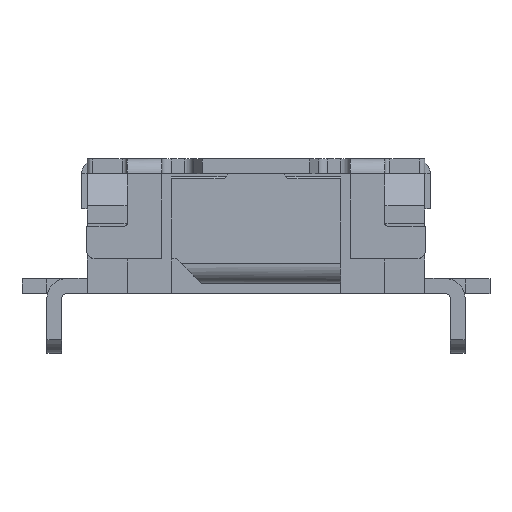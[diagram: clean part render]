
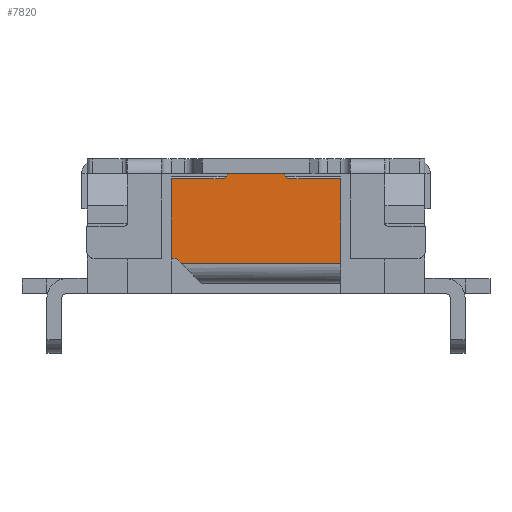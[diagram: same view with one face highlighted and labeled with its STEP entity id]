
A CAD part, top view. The second image highlights one B-rep face of the part: STEP entity #7820.
In plain terms, the highlighted planar face has unit normal (0, 0, 1).
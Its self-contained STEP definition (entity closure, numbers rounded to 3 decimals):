
#50 = LINE ( 'NONE', #4303, #4137 ) ;
#164 = CARTESIAN_POINT ( 'NONE',  ( 0.32, 1.15, 2.1 ) ) ;
#517 = ORIENTED_EDGE ( 'NONE', *, *, #3399, .F. ) ;
#747 = VERTEX_POINT ( 'NONE', #6695 ) ;
#878 = EDGE_CURVE ( 'NONE', #7325, #7026, #3255, .T. ) ;
#987 = DIRECTION ( 'NONE',  ( -0.707, -0.707, 0. ) ) ;
#1273 = EDGE_CURVE ( 'NONE', #3820, #2312, #5775, .T. ) ;
#1437 = CARTESIAN_POINT ( 'NONE',  ( -0.85, 0.35, 2.1 ) ) ;
#1566 = CARTESIAN_POINT ( 'NONE',  ( 0.27, 1.2, 2.1 ) ) ;
#1605 = EDGE_LOOP ( 'NONE', ( #4130, #8073, #517, #3172, #4364, #2271, #4593, #1801, #5521, #5387 ) ) ;
#1641 = VECTOR ( 'NONE', #3881, 1000. ) ;
#1801 = ORIENTED_EDGE ( 'NONE', *, *, #9595, .T. ) ;
#1959 = CARTESIAN_POINT ( 'NONE',  ( -0.75, 0.3, 2.1 ) ) ;
#2149 = CARTESIAN_POINT ( 'NONE',  ( -0.3, 1.15, 2.1 ) ) ;
#2271 = ORIENTED_EDGE ( 'NONE', *, *, #5426, .F. ) ;
#2312 = VERTEX_POINT ( 'NONE', #1959 ) ;
#2550 = CARTESIAN_POINT ( 'NONE',  ( 0.3, 1.17, 2.1 ) ) ;
#2676 = VECTOR ( 'NONE', #8182, 1000. ) ;
#2683 = AXIS2_PLACEMENT_3D ( 'NONE', #8585, #6881, #10106 ) ;
#2843 = VECTOR ( 'NONE', #9815, 1000. ) ;
#3172 = ORIENTED_EDGE ( 'NONE', *, *, #1273, .F. ) ;
#3255 = LINE ( 'NONE', #2550, #8970 ) ;
#3332 = EDGE_CURVE ( 'NONE', #747, #4515, #9271, .T. ) ;
#3374 = CARTESIAN_POINT ( 'NONE',  ( -0.3, 1.17, 2.1 ) ) ;
#3399 = EDGE_CURVE ( 'NONE', #2312, #10495, #50, .T. ) ;
#3522 = DIRECTION ( 'NONE',  ( 0., -1., 0. ) ) ;
#3564 = FACE_OUTER_BOUND ( 'NONE', #1605, .T. ) ;
#3578 = VECTOR ( 'NONE', #3522, 1000. ) ;
#3635 = LINE ( 'NONE', #9470, #5815 ) ;
#3801 = CARTESIAN_POINT ( 'NONE',  ( -0.85, 1.15, 2.1 ) ) ;
#3820 = VERTEX_POINT ( 'NONE', #10403 ) ;
#3828 = CARTESIAN_POINT ( 'NONE',  ( 0.85, 1.15, 2.1 ) ) ;
#3880 = VERTEX_POINT ( 'NONE', #3801 ) ;
#3881 = DIRECTION ( 'NONE',  ( -1., 0., 0. ) ) ;
#3939 = LINE ( 'NONE', #1437, #1641 ) ;
#4046 = CARTESIAN_POINT ( 'NONE',  ( 0.85, 0.3, 2.1 ) ) ;
#4105 = CARTESIAN_POINT ( 'NONE',  ( -0.32, 1.15, 2.1 ) ) ;
#4130 = ORIENTED_EDGE ( 'NONE', *, *, #9550, .T. ) ;
#4132 = VECTOR ( 'NONE', #987, 1000. ) ;
#4137 = VECTOR ( 'NONE', #5105, 1000. ) ;
#4303 = CARTESIAN_POINT ( 'NONE',  ( -0.8, 0.35, 2.1 ) ) ;
#4335 = EDGE_CURVE ( 'NONE', #4515, #3880, #7150, .T. ) ;
#4364 = ORIENTED_EDGE ( 'NONE', *, *, #5380, .F. ) ;
#4515 = VERTEX_POINT ( 'NONE', #4105 ) ;
#4593 = ORIENTED_EDGE ( 'NONE', *, *, #878, .F. ) ;
#4596 = DIRECTION ( 'NONE',  ( -1., 0., 0. ) ) ;
#5105 = DIRECTION ( 'NONE',  ( -0.707, 0.707, 0. ) ) ;
#5380 = EDGE_CURVE ( 'NONE', #9046, #3820, #7826, .T. ) ;
#5387 = ORIENTED_EDGE ( 'NONE', *, *, #4335, .T. ) ;
#5426 = EDGE_CURVE ( 'NONE', #7026, #9046, #3635, .T. ) ;
#5521 = ORIENTED_EDGE ( 'NONE', *, *, #3332, .T. ) ;
#5651 = CARTESIAN_POINT ( 'NONE',  ( 0.85, 1.2, 2.1 ) ) ;
#5674 = DIRECTION ( 'NONE',  ( -1., 0., 0. ) ) ;
#5775 = LINE ( 'NONE', #4046, #7931 ) ;
#5815 = VECTOR ( 'NONE', #7045, 1000. ) ;
#6050 = CARTESIAN_POINT ( 'NONE',  ( -0.8, 0.35, 2.1 ) ) ;
#6056 = PLANE ( 'NONE',  #2683 ) ;
#6475 = CARTESIAN_POINT ( 'NONE',  ( -0.85, 1.2, 2.1 ) ) ;
#6572 = DIRECTION ( 'NONE',  ( 0.707, -0.707, 0. ) ) ;
#6695 = CARTESIAN_POINT ( 'NONE',  ( -0.27, 1.2, 2.1 ) ) ;
#6881 = DIRECTION ( 'NONE',  ( 0., 0., -1. ) ) ;
#7026 = VERTEX_POINT ( 'NONE', #164 ) ;
#7045 = DIRECTION ( 'NONE',  ( 1., 0., 0. ) ) ;
#7150 = LINE ( 'NONE', #2149, #10355 ) ;
#7242 = LINE ( 'NONE', #6475, #2843 ) ;
#7325 = VERTEX_POINT ( 'NONE', #1566 ) ;
#7663 = CARTESIAN_POINT ( 'NONE',  ( 0.85, 1.2, 2.1 ) ) ;
#7779 = VERTEX_POINT ( 'NONE', #10160 ) ;
#7820 = ADVANCED_FACE ( 'NONE', ( #3564 ), #6056, .F. ) ;
#7826 = LINE ( 'NONE', #7663, #3578 ) ;
#7931 = VECTOR ( 'NONE', #5674, 1000. ) ;
#8073 = ORIENTED_EDGE ( 'NONE', *, *, #10211, .F. ) ;
#8182 = DIRECTION ( 'NONE',  ( -1., 0., 0. ) ) ;
#8585 = CARTESIAN_POINT ( 'NONE',  ( 0.85, 1.2, 2.1 ) ) ;
#8970 = VECTOR ( 'NONE', #6572, 1000. ) ;
#9046 = VERTEX_POINT ( 'NONE', #3828 ) ;
#9054 = LINE ( 'NONE', #5651, #2676 ) ;
#9271 = LINE ( 'NONE', #3374, #4132 ) ;
#9470 = CARTESIAN_POINT ( 'NONE',  ( 0.3, 1.15, 2.1 ) ) ;
#9550 = EDGE_CURVE ( 'NONE', #3880, #7779, #7242, .T. ) ;
#9595 = EDGE_CURVE ( 'NONE', #7325, #747, #9054, .T. ) ;
#9815 = DIRECTION ( 'NONE',  ( 0., -1., 0. ) ) ;
#10106 = DIRECTION ( 'NONE',  ( -1., 0., 0. ) ) ;
#10160 = CARTESIAN_POINT ( 'NONE',  ( -0.85, 0.35, 2.1 ) ) ;
#10211 = EDGE_CURVE ( 'NONE', #10495, #7779, #3939, .T. ) ;
#10355 = VECTOR ( 'NONE', #4596, 1000. ) ;
#10403 = CARTESIAN_POINT ( 'NONE',  ( 0.85, 0.3, 2.1 ) ) ;
#10495 = VERTEX_POINT ( 'NONE', #6050 ) ;
